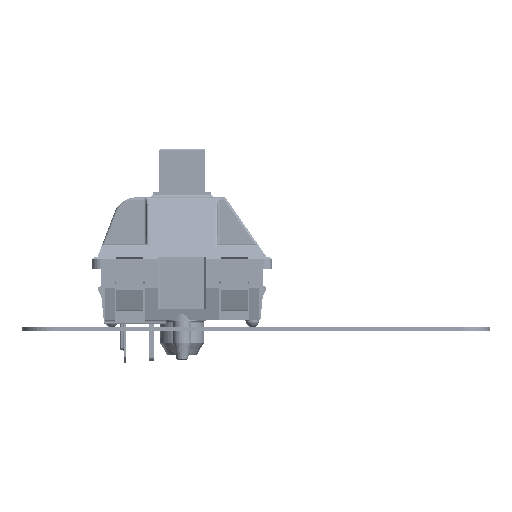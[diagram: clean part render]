
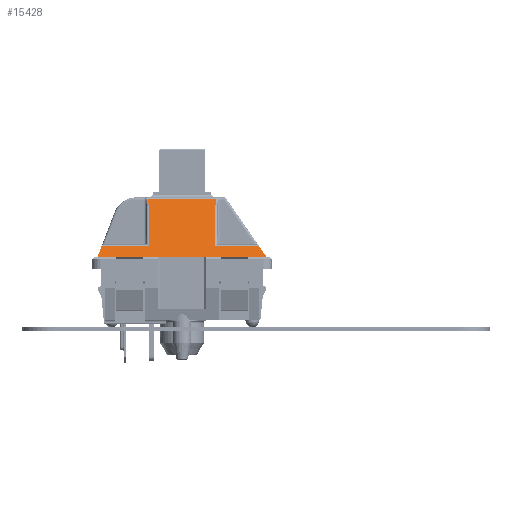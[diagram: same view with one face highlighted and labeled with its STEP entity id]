
A CAD part, left-side view. The second image highlights one B-rep face of the part: STEP entity #15428.
In plain terms, the highlighted face is planar.
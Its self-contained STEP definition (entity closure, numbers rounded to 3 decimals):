
#14958 = VERTEX_POINT('',#14959);
#14959 = CARTESIAN_POINT('',(-2.9,5.383,0.755));
#14984 = VERTEX_POINT('',#14985);
#14985 = CARTESIAN_POINT('',(-2.9,6.916,4.219));
#15000 = EDGE_CURVE('',#14958,#14984,#15001,.T.);
#15001 = LINE('',#15002,#15003);
#15002 = CARTESIAN_POINT('',(-2.9,5.383,0.755));
#15003 = VECTOR('',#15004,1.);
#15004 = DIRECTION('',(0.,0.405,0.914));
#15017 = VERTEX_POINT('',#15018);
#15018 = CARTESIAN_POINT('',(-6.973,6.916,
    4.219));
#15033 = EDGE_CURVE('',#14984,#15017,#15034,.T.);
#15034 = LINE('',#15035,#15036);
#15035 = CARTESIAN_POINT('',(-2.9,6.916,4.219));
#15036 = VECTOR('',#15037,1.);
#15037 = DIRECTION('',(-1.,0.,0.));
#15056 = VERTEX_POINT('',#15057);
#15057 = CARTESIAN_POINT('',(-6.976,6.92,
    4.228));
#15063 = EDGE_CURVE('',#15017,#15056,#15064,.T.);
#15064 = B_SPLINE_CURVE_WITH_KNOTS('',3,(#15065,#15066,#15067,#15068),
  .UNSPECIFIED.,.F.,.F.,(4,4),(0.,1.),.PIECEWISE_BEZIER_KNOTS.);
#15065 = CARTESIAN_POINT('',(-6.973,6.916,
    4.219));
#15066 = CARTESIAN_POINT('',(-6.974,6.917,
    4.222));
#15067 = CARTESIAN_POINT('',(-6.975,6.919,
    4.225));
#15068 = CARTESIAN_POINT('',(-6.976,6.92,
    4.228));
#15088 = VERTEX_POINT('',#15089);
#15089 = CARTESIAN_POINT('',(3.016,5.102,
    0.119));
#15105 = VERTEX_POINT('',#15106);
#15106 = CARTESIAN_POINT('',(-3.016,5.102,
    0.119));
#15113 = EDGE_CURVE('',#15105,#15088,#15114,.T.);
#15114 = LINE('',#15115,#15116);
#15115 = CARTESIAN_POINT('',(-3.016,5.102,
    0.119));
#15116 = VECTOR('',#15117,1.);
#15117 = DIRECTION('',(1.,0.,0.));
#15219 = VERTEX_POINT('',#15220);
#15220 = CARTESIAN_POINT('',(2.9,5.383,0.755));
#15243 = EDGE_CURVE('',#15088,#15219,#15244,.T.);
#15244 = B_SPLINE_CURVE_WITH_KNOTS('',3,(#15245,#15246,#15247,#15248,
    #15249,#15250,#15251,#15252,#15253,#15254),.UNSPECIFIED.,.F.,.F.,(4,
    1,1,1,1,1,1,4),(0.,0.143,0.286,0.429
    ,0.571,0.714,0.857,1.),.UNSPECIFIED.);
#15245 = CARTESIAN_POINT('',(3.016,5.102,
    0.119));
#15246 = CARTESIAN_POINT('',(3.007,5.111,
    0.139));
#15247 = CARTESIAN_POINT('',(2.989,5.13,
    0.183));
#15248 = CARTESIAN_POINT('',(2.966,5.162,0.255
    ));
#15249 = CARTESIAN_POINT('',(2.945,5.197,0.335
    ));
#15250 = CARTESIAN_POINT('',(2.927,5.237,
    0.425));
#15251 = CARTESIAN_POINT('',(2.912,5.281,
    0.524));
#15252 = CARTESIAN_POINT('',(2.903,5.329,0.633
    ));
#15253 = CARTESIAN_POINT('',(2.9,5.365,0.713
    ));
#15254 = CARTESIAN_POINT('',(2.9,5.383,0.755));
#15305 = EDGE_CURVE('',#15306,#15219,#15308,.T.);
#15306 = VERTEX_POINT('',#15307);
#15307 = CARTESIAN_POINT('',(2.9,6.916,4.219));
#15308 = LINE('',#15309,#15310);
#15309 = CARTESIAN_POINT('',(2.9,6.916,4.219));
#15310 = VECTOR('',#15311,1.);
#15311 = DIRECTION('',(0.,-0.405,-0.914));
#15402 = EDGE_CURVE('',#15403,#15306,#15405,.T.);
#15403 = VERTEX_POINT('',#15404);
#15404 = CARTESIAN_POINT('',(6.671,6.916,
    4.219));
#15405 = LINE('',#15406,#15407);
#15406 = CARTESIAN_POINT('',(6.671,6.916,
    4.219));
#15407 = VECTOR('',#15408,1.);
#15408 = DIRECTION('',(-1.,0.,0.));
#15428 = ADVANCED_FACE('',(#15429),#15476,.T.);
#15429 = FACE_BOUND('',#15430,.T.);
#15430 = EDGE_LOOP('',(#15431,#15432,#15433,#15434,#15447,#15448,#15449,
    #15450,#15459,#15468,#15475));
#15431 = ORIENTED_EDGE('',*,*,#15305,.T.);
#15432 = ORIENTED_EDGE('',*,*,#15243,.F.);
#15433 = ORIENTED_EDGE('',*,*,#15113,.F.);
#15434 = ORIENTED_EDGE('',*,*,#15435,.F.);
#15435 = EDGE_CURVE('',#14958,#15105,#15436,.T.);
#15436 = B_SPLINE_CURVE_WITH_KNOTS('',3,(#15437,#15438,#15439,#15440,
    #15441,#15442,#15443,#15444,#15445,#15446),.UNSPECIFIED.,.F.,.F.,(4,
    1,1,1,1,1,1,4),(0.,0.143,0.286,0.429
    ,0.571,0.714,0.857,1.),.UNSPECIFIED.);
#15437 = CARTESIAN_POINT('',(-2.9,5.383,0.755));
#15438 = CARTESIAN_POINT('',(-2.9,5.364,0.711
    ));
#15439 = CARTESIAN_POINT('',(-2.903,5.327,
    0.629));
#15440 = CARTESIAN_POINT('',(-2.913,5.278,0.518)
  );
#15441 = CARTESIAN_POINT('',(-2.928,5.235,
    0.419));
#15442 = CARTESIAN_POINT('',(-2.946,5.195,
    0.331));
#15443 = CARTESIAN_POINT('',(-2.967,5.16,
    0.252));
#15444 = CARTESIAN_POINT('',(-2.99,5.129,
    0.181));
#15445 = CARTESIAN_POINT('',(-3.007,5.11,
    0.139));
#15446 = CARTESIAN_POINT('',(-3.016,5.102,
    0.119));
#15447 = ORIENTED_EDGE('',*,*,#15000,.T.);
#15448 = ORIENTED_EDGE('',*,*,#15033,.T.);
#15449 = ORIENTED_EDGE('',*,*,#15063,.T.);
#15450 = ORIENTED_EDGE('',*,*,#15451,.T.);
#15451 = EDGE_CURVE('',#15056,#15452,#15454,.T.);
#15452 = VERTEX_POINT('',#15453);
#15453 = CARTESIAN_POINT('',(-7.35,7.35,
    5.2));
#15454 = B_SPLINE_CURVE_WITH_KNOTS('',3,(#15455,#15456,#15457,#15458),
  .UNSPECIFIED.,.F.,.F.,(4,4),(0.,1.),.PIECEWISE_BEZIER_KNOTS.);
#15455 = CARTESIAN_POINT('',(-6.976,6.92,
    4.228));
#15456 = CARTESIAN_POINT('',(-7.101,7.063,
    4.552));
#15457 = CARTESIAN_POINT('',(-7.225,7.207,
    4.876));
#15458 = CARTESIAN_POINT('',(-7.35,7.35,
    5.2));
#15459 = ORIENTED_EDGE('',*,*,#15460,.T.);
#15460 = EDGE_CURVE('',#15452,#15461,#15463,.T.);
#15461 = VERTEX_POINT('',#15462);
#15462 = CARTESIAN_POINT('',(7.35,7.35,
    5.2));
#15463 = B_SPLINE_CURVE_WITH_KNOTS('',3,(#15464,#15465,#15466,#15467),
  .UNSPECIFIED.,.F.,.F.,(4,4),(0.,1.),.PIECEWISE_BEZIER_KNOTS.);
#15464 = CARTESIAN_POINT('',(-7.35,7.35,
    5.2));
#15465 = CARTESIAN_POINT('',(-2.45,7.35,
    5.2));
#15466 = CARTESIAN_POINT('',(2.45,7.35,
    5.2));
#15467 = CARTESIAN_POINT('',(7.35,7.35,
    5.2));
#15468 = ORIENTED_EDGE('',*,*,#15469,.T.);
#15469 = EDGE_CURVE('',#15461,#15403,#15470,.T.);
#15470 = B_SPLINE_CURVE_WITH_KNOTS('',3,(#15471,#15472,#15473,#15474),
  .UNSPECIFIED.,.F.,.F.,(4,4),(0.,1.),.PIECEWISE_BEZIER_KNOTS.);
#15471 = CARTESIAN_POINT('',(7.35,7.35,
    5.2));
#15472 = CARTESIAN_POINT('',(7.124,7.205,4.873
    ));
#15473 = CARTESIAN_POINT('',(6.898,7.061,
    4.546));
#15474 = CARTESIAN_POINT('',(6.671,6.916,
    4.219));
#15475 = ORIENTED_EDGE('',*,*,#15402,.T.);
#15476 = PLANE('',#15477);
#15477 = AXIS2_PLACEMENT_3D('',#15478,#15479,#15480);
#15478 = CARTESIAN_POINT('',(0.,6.2,2.6));
#15479 = DIRECTION('',(0.,0.914,-0.405));
#15480 = DIRECTION('',(-1.,0.,0.));
